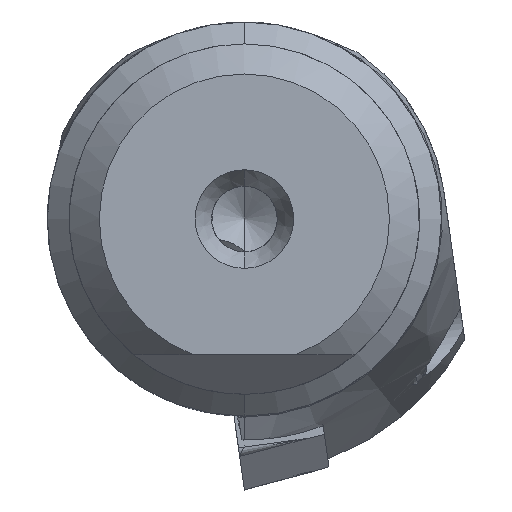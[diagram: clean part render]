
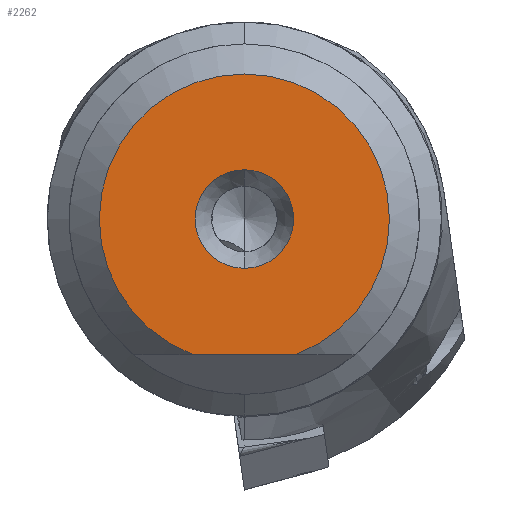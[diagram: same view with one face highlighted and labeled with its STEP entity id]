
A CAD part, left-side view. The second image highlights one B-rep face of the part: STEP entity #2262.
In plain terms, the highlighted planar face has unit normal (-1, 0, 0).
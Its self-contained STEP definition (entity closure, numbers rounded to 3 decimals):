
#451 = EDGE_CURVE ( 'NONE', #3741, #4863, #4854, .T. ) ;
#525 = DIRECTION ( 'NONE',  ( -1., 0., 0. ) ) ;
#561 = CARTESIAN_POINT ( 'NONE',  ( 0., 0., 0. ) ) ;
#725 = DIRECTION ( 'NONE',  ( 0., 0., -1. ) ) ;
#1041 = VERTEX_POINT ( 'NONE', #1169 ) ;
#1169 = CARTESIAN_POINT ( 'NONE',  ( 0., -2.335, -6.2 ) ) ;
#1536 = CARTESIAN_POINT ( 'NONE',  ( 0., 2.25, 0. ) ) ;
#1591 = EDGE_LOOP ( 'NONE', ( #4793, #3147 ) ) ;
#1599 = ORIENTED_EDGE ( 'NONE', *, *, #4504, .T. ) ;
#1753 = DIRECTION ( 'NONE',  ( -1., 0., 0. ) ) ;
#1804 = CARTESIAN_POINT ( 'NONE',  ( 0., 2.25, -6.2 ) ) ;
#1814 = EDGE_LOOP ( 'NONE', ( #1599, #4924 ) ) ;
#2037 = VERTEX_POINT ( 'NONE', #2918 ) ;
#2169 = CIRCLE ( 'NONE', #2622, 2.25 ) ;
#2262 = ADVANCED_FACE ( 'NONE', ( #4736, #2686 ), #5245, .F. ) ;
#2323 = CARTESIAN_POINT ( 'NONE',  ( 0., 0., 0. ) ) ;
#2541 = VECTOR ( 'NONE', #4691, 1000. ) ;
#2622 = AXIS2_PLACEMENT_3D ( 'NONE', #2323, #5205, #2732 ) ;
#2686 = FACE_OUTER_BOUND ( 'NONE', #1814, .T. ) ;
#2732 = DIRECTION ( 'NONE',  ( 0., 0., 1. ) ) ;
#2918 = CARTESIAN_POINT ( 'NONE',  ( 0., 2.335, -6.2 ) ) ;
#2933 = CIRCLE ( 'NONE', #2941, 6.625 ) ;
#2941 = AXIS2_PLACEMENT_3D ( 'NONE', #2985, #525, #3381 ) ;
#2985 = CARTESIAN_POINT ( 'NONE',  ( 0., 0., 0. ) ) ;
#3147 = ORIENTED_EDGE ( 'NONE', *, *, #3191, .F. ) ;
#3191 = EDGE_CURVE ( 'NONE', #4863, #3741, #2169, .T. ) ;
#3381 = DIRECTION ( 'NONE',  ( 0., 0., 1. ) ) ;
#3514 = LINE ( 'NONE', #1804, #2541 ) ;
#3601 = DIRECTION ( 'NONE',  ( 1., 0., 0. ) ) ;
#3741 = VERTEX_POINT ( 'NONE', #3763 ) ;
#3759 = AXIS2_PLACEMENT_3D ( 'NONE', #1536, #3601, #725 ) ;
#3763 = CARTESIAN_POINT ( 'NONE',  ( 0., 0., 2.25 ) ) ;
#4191 = DIRECTION ( 'NONE',  ( 0., 0., 1. ) ) ;
#4462 = CARTESIAN_POINT ( 'NONE',  ( 0., 0., -2.25 ) ) ;
#4504 = EDGE_CURVE ( 'NONE', #1041, #2037, #2933, .T. ) ;
#4598 = EDGE_CURVE ( 'NONE', #2037, #1041, #3514, .T. ) ;
#4691 = DIRECTION ( 'NONE',  ( 0., -1., 0. ) ) ;
#4736 = FACE_BOUND ( 'NONE', #1591, .T. ) ;
#4793 = ORIENTED_EDGE ( 'NONE', *, *, #451, .F. ) ;
#4854 = CIRCLE ( 'NONE', #5314, 2.25 ) ;
#4863 = VERTEX_POINT ( 'NONE', #4462 ) ;
#4924 = ORIENTED_EDGE ( 'NONE', *, *, #4598, .T. ) ;
#5205 = DIRECTION ( 'NONE',  ( -1., 0., 0. ) ) ;
#5245 = PLANE ( 'NONE',  #3759 ) ;
#5314 = AXIS2_PLACEMENT_3D ( 'NONE', #561, #1753, #4191 ) ;
